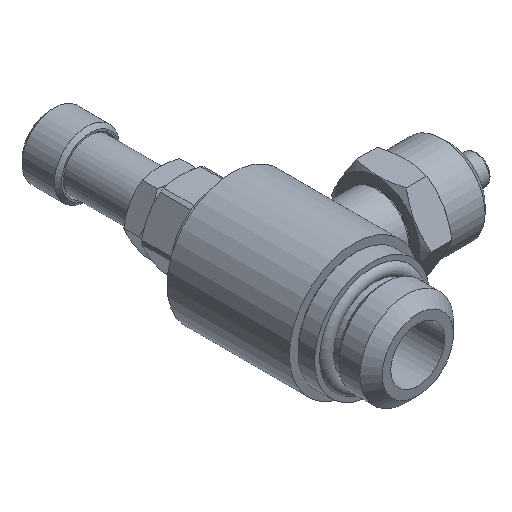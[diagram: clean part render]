
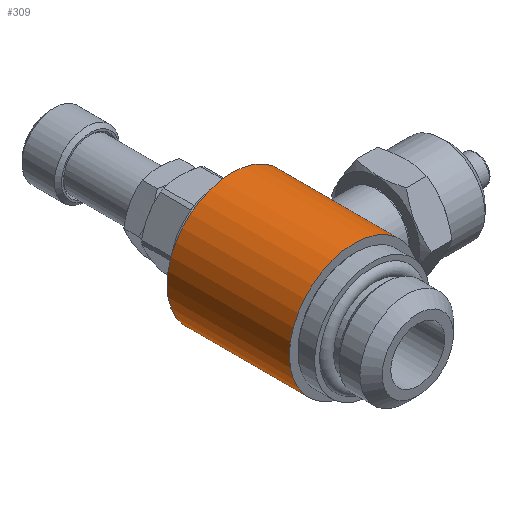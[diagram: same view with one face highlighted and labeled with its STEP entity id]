
A CAD part, isometric view. The second image highlights one B-rep face of the part: STEP entity #309.
In plain terms, the highlighted cylindrical face has radius 9 mm (diameter 18 mm), a full revolution.
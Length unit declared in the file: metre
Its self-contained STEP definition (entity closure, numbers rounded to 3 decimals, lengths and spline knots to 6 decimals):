
#309 = ADVANCED_FACE( 'NONE', ( #648, #649, #650 ), #651, .T. );
#648 = FACE_OUTER_BOUND( '', #1232, .T. );
#649 = FACE_OUTER_BOUND( '', #1233, .T. );
#650 = FACE_BOUND( '', #1234, .T. );
#651 = CYLINDRICAL_SURFACE( '', #1235, 0.009 );
#1232 = EDGE_LOOP( '', ( #1828 ) );
#1233 = EDGE_LOOP( '', ( #1829 ) );
#1234 = EDGE_LOOP( '', ( #1830, #1831 ) );
#1235 = AXIS2_PLACEMENT_3D( '', #1832, #1833, #1834 );
#1828 = ORIENTED_EDGE( '', *, *, #2139, .T. );
#1829 = ORIENTED_EDGE( '', *, *, #2197, .T. );
#1830 = ORIENTED_EDGE( '', *, *, #2075, .T. );
#1831 = ORIENTED_EDGE( '', *, *, #2088, .T. );
#1832 = CARTESIAN_POINT( '', ( 0., 0.032286, 0. ) );
#1833 = DIRECTION( '', ( 0., 1., 0. ) );
#1834 = DIRECTION( '', ( 0., 0., 1. ) );
#2075 = EDGE_CURVE( 'NONE', #2383, #2390, #2392, .T. );
#2088 = EDGE_CURVE( 'NONE', #2390, #2383, #2411, .T. );
#2139 = EDGE_CURVE( 'NONE', #2483, #2483, #2484, .T. );
#2197 = EDGE_CURVE( 'NONE', #2561, #2561, #2562, .T. );
#2383 = VERTEX_POINT( 'NONE', #3169 );
#2390 = VERTEX_POINT( 'NONE', #3209 );
#2392 = B_SPLINE_CURVE_WITH_KNOTS( '', 3, ( #3211, #3212, #3213, #3214, #3215, #3216, #3217, #3218, #3219, #3220, #3221, #3222, #3223, #3224, #3225, #3226, #3227, #3228, #3229, #3230, #3231, #3232, #3233, #3234, #3235, #3236 ), .UNSPECIFIED., .F., .F., ( 4, 1, 1, 1, 1, 1, 1, 1, 1, 1, 1, 1, 1, 1, 1, 1, 1, 1, 1, 1, 1, 1, 1, 4 ), ( 0., 0.016655, 0.032599, 0.047864, 0.062489, 0.093706, 0.124968, 0.186812, 0.249972, 0.31196, 0.374979, 0.438108, 0.499985, 0.563046, 0.624989, 0.686896, 0.749993, 0.811871, 0.875, 0.906497, 0.937494, 0.953422, 0.968754, 1. ), .UNSPECIFIED. );
#2411 = B_SPLINE_CURVE_WITH_KNOTS( '', 3, ( #3288, #3289, #3290, #3291, #3292, #3293, #3294, #3295, #3296, #3297, #3298, #3299, #3300, #3301, #3302, #3303, #3304, #3305, #3306, #3307, #3308, #3309, #3310, #3311, #3312, #3313 ), .UNSPECIFIED., .F., .F., ( 4, 1, 1, 1, 1, 1, 1, 1, 1, 1, 1, 1, 1, 1, 1, 1, 1, 1, 1, 1, 1, 1, 1, 4 ), ( 0., 0.016656, 0.032601, 0.047866, 0.062489, 0.093707, 0.124968, 0.186812, 0.249971, 0.311954, 0.374979, 0.438108, 0.499985, 0.563047, 0.624989, 0.686892, 0.749993, 0.81187, 0.875, 0.906498, 0.937494, 0.953423, 0.968754, 1. ), .UNSPECIFIED. );
#2483 = VERTEX_POINT( '', #3452 );
#2484 = CIRCLE( '', #3453, 0.009 );
#2561 = VERTEX_POINT( '', #3566 );
#2562 = CIRCLE( '', #3567, 0.009 );
#3169 = CARTESIAN_POINT( '', ( 0.007853, 0.016838, 0.004396 ) );
#3209 = CARTESIAN_POINT( '', ( 0.007856, 0.020573, -0.004392 ) );
#3211 = CARTESIAN_POINT( '', ( 0.007853, 0.016838, 0.004396 ) );
#3212 = CARTESIAN_POINT( '', ( 0.007837, 0.016918, 0.004425 ) );
#3213 = CARTESIAN_POINT( '', ( 0.007806, 0.017075, 0.00448 ) );
#3214 = CARTESIAN_POINT( '', ( 0.007765, 0.017309, 0.00455 ) );
#3215 = CARTESIAN_POINT( '', ( 0.00773, 0.017537, 0.004609 ) );
#3216 = CARTESIAN_POINT( '', ( 0.007692, 0.017845, 0.004672 ) );
#3217 = CARTESIAN_POINT( '', ( 0.00766, 0.018241, 0.004725 ) );
#3218 = CARTESIAN_POINT( '', ( 0.007644, 0.018886, 0.004751 ) );
#3219 = CARTESIAN_POINT( '', ( 0.007692, 0.019698, 0.004673 ) );
#3220 = CARTESIAN_POINT( '', ( 0.007852, 0.020622, 0.004404 ) );
#3221 = CARTESIAN_POINT( '', ( 0.00808, 0.021476, 0.003977 ) );
#3222 = CARTESIAN_POINT( '', ( 0.008343, 0.022224, 0.0034 ) );
#3223 = CARTESIAN_POINT( '', ( 0.0086, 0.022854, 0.002694 ) );
#3224 = CARTESIAN_POINT( '', ( 0.00882, 0.023332, 0.001865 ) );
#3225 = CARTESIAN_POINT( '', ( 0.008967, 0.023636, 0.000948 ) );
#3226 = CARTESIAN_POINT( '', ( 0.009018, 0.023734, -0.000024 ) );
#3227 = CARTESIAN_POINT( '', ( 0.008962, 0.023626, -0.000995 ) );
#3228 = CARTESIAN_POINT( '', ( 0.00881, 0.023312, -0.001908 ) );
#3229 = CARTESIAN_POINT( '', ( 0.008588, 0.022826, -0.002732 ) );
#3230 = CARTESIAN_POINT( '', ( 0.008373, 0.022296, -0.003315 ) );
#3231 = CARTESIAN_POINT( '', ( 0.008199, 0.021813, -0.003717 ) );
#3232 = CARTESIAN_POINT( '', ( 0.008094, 0.021488, -0.003938 ) );
#3233 = CARTESIAN_POINT( '', ( 0.008014, 0.021218, -0.004096 ) );
#3234 = CARTESIAN_POINT( '', ( 0.007938, 0.020939, -0.004242 ) );
#3235 = CARTESIAN_POINT( '', ( 0.007889, 0.02072, -0.004332 ) );
#3236 = CARTESIAN_POINT( '', ( 0.007856, 0.020573, -0.004392 ) );
#3288 = CARTESIAN_POINT( '', ( 0.007856, 0.020573, -0.004392 ) );
#3289 = CARTESIAN_POINT( '', ( 0.00784, 0.020493, -0.004421 ) );
#3290 = CARTESIAN_POINT( '', ( 0.007808, 0.020336, -0.004477 ) );
#3291 = CARTESIAN_POINT( '', ( 0.007767, 0.020102, -0.004547 ) );
#3292 = CARTESIAN_POINT( '', ( 0.007732, 0.019874, -0.004606 ) );
#3293 = CARTESIAN_POINT( '', ( 0.007693, 0.019565, -0.00467 ) );
#3294 = CARTESIAN_POINT( '', ( 0.007661, 0.019169, -0.004724 ) );
#3295 = CARTESIAN_POINT( '', ( 0.007644, 0.018523, -0.004751 ) );
#3296 = CARTESIAN_POINT( '', ( 0.007691, 0.01771, -0.004675 ) );
#3297 = CARTESIAN_POINT( '', ( 0.007851, 0.016784, -0.004406 ) );
#3298 = CARTESIAN_POINT( '', ( 0.008079, 0.015928, -0.00398 ) );
#3299 = CARTESIAN_POINT( '', ( 0.008342, 0.015178, -0.003403 ) );
#3300 = CARTESIAN_POINT( '', ( 0.0086, 0.014547, -0.002695 ) );
#3301 = CARTESIAN_POINT( '', ( 0.00882, 0.014068, -0.001865 ) );
#3302 = CARTESIAN_POINT( '', ( 0.008967, 0.013764, -0.000946 ) );
#3303 = CARTESIAN_POINT( '', ( 0.009018, 0.013666, 0.000027 ) );
#3304 = CARTESIAN_POINT( '', ( 0.008961, 0.013775, 0.001 ) );
#3305 = CARTESIAN_POINT( '', ( 0.008809, 0.014091, 0.001914 ) );
#3306 = CARTESIAN_POINT( '', ( 0.008586, 0.014578, 0.002738 ) );
#3307 = CARTESIAN_POINT( '', ( 0.00837, 0.01511, 0.003321 ) );
#3308 = CARTESIAN_POINT( '', ( 0.008196, 0.015594, 0.003722 ) );
#3309 = CARTESIAN_POINT( '', ( 0.008091, 0.015921, 0.003944 ) );
#3310 = CARTESIAN_POINT( '', ( 0.008012, 0.016192, 0.004101 ) );
#3311 = CARTESIAN_POINT( '', ( 0.007936, 0.016472, 0.004247 ) );
#3312 = CARTESIAN_POINT( '', ( 0.007886, 0.016691, 0.004336 ) );
#3313 = CARTESIAN_POINT( '', ( 0.007853, 0.016838, 0.004396 ) );
#3452 = CARTESIAN_POINT( '', ( 0., 0.0092, 0.009 ) );
#3453 = AXIS2_PLACEMENT_3D( '', #3792, #3793, #3794 );
#3566 = CARTESIAN_POINT( '', ( 0., 0.0262, 0.009 ) );
#3567 = AXIS2_PLACEMENT_3D( '', #3866, #3867, #3868 );
#3792 = CARTESIAN_POINT( '', ( 0., 0.0092, 0. ) );
#3793 = DIRECTION( '', ( 0., 1., 0. ) );
#3794 = DIRECTION( '', ( 0., 0., 1. ) );
#3866 = CARTESIAN_POINT( '', ( 0., 0.0262, 0. ) );
#3867 = DIRECTION( '', ( 0., -1., 0. ) );
#3868 = DIRECTION( '', ( 0., 0., 1. ) );
